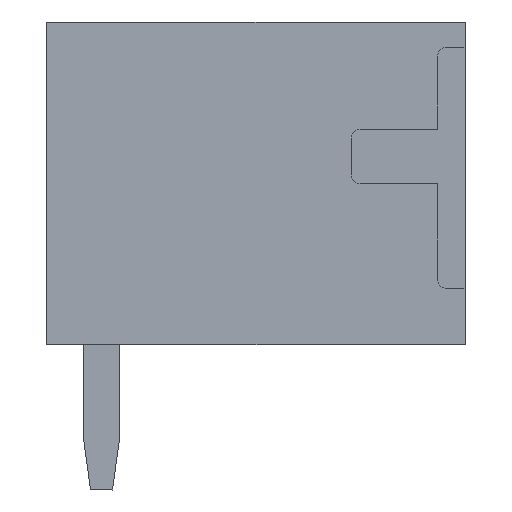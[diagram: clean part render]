
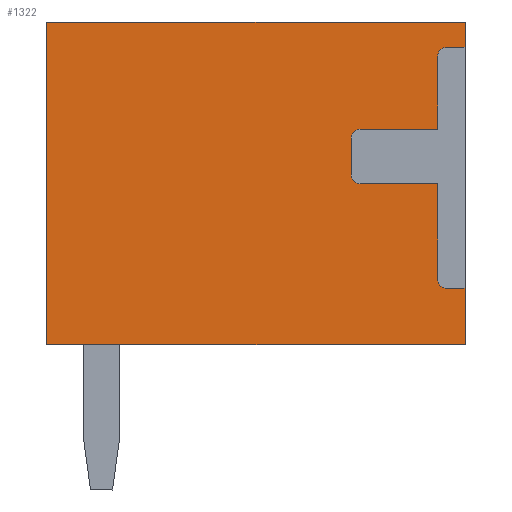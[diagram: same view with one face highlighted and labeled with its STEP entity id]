
A CAD part, left-side view. The second image highlights one B-rep face of the part: STEP entity #1322.
In plain terms, the highlighted planar face has unit normal (-1, 0, 0).
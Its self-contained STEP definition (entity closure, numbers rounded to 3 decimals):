
#1222=AXIS2_PLACEMENT_3D('Plane Axis2P3D',#1219,#1220,#1221) ;
#1238=AXIS2_PLACEMENT_3D('Circle Axis2P3D',#1236,#1237,$) ;
#1259=AXIS2_PLACEMENT_3D('Circle Axis2P3D',#1257,#1258,$) ;
#1273=AXIS2_PLACEMENT_3D('Circle Axis2P3D',#1271,#1272,$) ;
#1294=AXIS2_PLACEMENT_3D('Circle Axis2P3D',#1292,#1293,$) ;
#77=CARTESIAN_POINT('Vertex',(0.3,0.,10.3)) ;
#80=CARTESIAN_POINT('Line Origine',(0.3,0.,10.02)) ;
#84=CARTESIAN_POINT('Vertex',(0.3,0.,9.74)) ;
#105=CARTESIAN_POINT('Vertex',(0.3,0.,4.44)) ;
#108=CARTESIAN_POINT('Line Origine',(0.3,0.,3.82)) ;
#112=CARTESIAN_POINT('Vertex',(0.3,0.,3.2)) ;
#949=CARTESIAN_POINT('Vertex',(0.3,9.2,10.3)) ;
#952=CARTESIAN_POINT('Line Origine',(0.3,4.6,10.3)) ;
#1151=CARTESIAN_POINT('Line Origine',(0.3,4.6,3.2)) ;
#1155=CARTESIAN_POINT('Vertex',(0.3,9.2,3.2)) ;
#1219=CARTESIAN_POINT('Axis2P3D Location',(0.3,0.,0.)) ;
#1224=CARTESIAN_POINT('Line Origine',(0.3,9.2,6.75)) ;
#1229=CARTESIAN_POINT('Line Origine',(0.3,0.2,4.44)) ;
#1233=CARTESIAN_POINT('Vertex',(0.3,0.4,4.44)) ;
#1236=CARTESIAN_POINT('Axis2P3D Location',(0.3,0.4,4.64)) ;
#1240=CARTESIAN_POINT('Vertex',(0.3,0.6,4.64)) ;
#1243=CARTESIAN_POINT('Line Origine',(0.3,0.6,5.69)) ;
#1247=CARTESIAN_POINT('Vertex',(0.3,0.6,6.74)) ;
#1250=CARTESIAN_POINT('Line Origine',(0.3,1.45,6.74)) ;
#1254=CARTESIAN_POINT('Vertex',(0.3,2.3,6.74)) ;
#1257=CARTESIAN_POINT('Axis2P3D Location',(0.3,2.3,6.94)) ;
#1261=CARTESIAN_POINT('Vertex',(0.3,2.5,6.94)) ;
#1264=CARTESIAN_POINT('Line Origine',(0.3,2.5,7.34)) ;
#1268=CARTESIAN_POINT('Vertex',(0.3,2.5,7.74)) ;
#1271=CARTESIAN_POINT('Axis2P3D Location',(0.3,2.3,7.74)) ;
#1275=CARTESIAN_POINT('Vertex',(0.3,2.3,7.94)) ;
#1278=CARTESIAN_POINT('Line Origine',(0.3,1.45,7.94)) ;
#1282=CARTESIAN_POINT('Vertex',(0.3,0.6,7.94)) ;
#1285=CARTESIAN_POINT('Line Origine',(0.3,0.6,8.74)) ;
#1289=CARTESIAN_POINT('Vertex',(0.3,0.6,9.54)) ;
#1292=CARTESIAN_POINT('Axis2P3D Location',(0.3,0.4,9.54)) ;
#1296=CARTESIAN_POINT('Vertex',(0.3,0.4,9.74)) ;
#1299=CARTESIAN_POINT('Line Origine',(0.3,0.2,9.74)) ;
#81=DIRECTION('Vector Direction',(0.,0.,-1.)) ;
#109=DIRECTION('Vector Direction',(0.,0.,-1.)) ;
#953=DIRECTION('Vector Direction',(0.,-1.,0.)) ;
#1152=DIRECTION('Vector Direction',(0.,1.,0.)) ;
#1220=DIRECTION('Axis2P3D Direction',(-1.,0.,0.)) ;
#1221=DIRECTION('Axis2P3D XDirection',(0.,-1.,0.)) ;
#1225=DIRECTION('Vector Direction',(0.,0.,1.)) ;
#1230=DIRECTION('Vector Direction',(0.,-1.,0.)) ;
#1237=DIRECTION('Axis2P3D Direction',(-1.,0.,0.)) ;
#1244=DIRECTION('Vector Direction',(0.,0.,-1.)) ;
#1251=DIRECTION('Vector Direction',(0.,-1.,0.)) ;
#1258=DIRECTION('Axis2P3D Direction',(-1.,0.,0.)) ;
#1265=DIRECTION('Vector Direction',(0.,0.,-1.)) ;
#1272=DIRECTION('Axis2P3D Direction',(-1.,0.,0.)) ;
#1279=DIRECTION('Vector Direction',(0.,1.,0.)) ;
#1286=DIRECTION('Vector Direction',(0.,0.,-1.)) ;
#1293=DIRECTION('Axis2P3D Direction',(-1.,0.,0.)) ;
#1300=DIRECTION('Vector Direction',(0.,1.,0.)) ;
#82=VECTOR('Line Direction',#81,1.) ;
#110=VECTOR('Line Direction',#109,1.) ;
#954=VECTOR('Line Direction',#953,1.) ;
#1153=VECTOR('Line Direction',#1152,1.) ;
#1226=VECTOR('Line Direction',#1225,1.) ;
#1231=VECTOR('Line Direction',#1230,1.) ;
#1245=VECTOR('Line Direction',#1244,1.) ;
#1252=VECTOR('Line Direction',#1251,1.) ;
#1266=VECTOR('Line Direction',#1265,1.) ;
#1280=VECTOR('Line Direction',#1279,1.) ;
#1287=VECTOR('Line Direction',#1286,1.) ;
#1301=VECTOR('Line Direction',#1300,1.) ;
#1305=ORIENTED_EDGE('',*,*,#86,.T.) ;
#1306=ORIENTED_EDGE('',*,*,#956,.T.) ;
#1307=ORIENTED_EDGE('',*,*,#1228,.T.) ;
#1308=ORIENTED_EDGE('',*,*,#1157,.T.) ;
#1309=ORIENTED_EDGE('',*,*,#114,.T.) ;
#1310=ORIENTED_EDGE('',*,*,#1235,.T.) ;
#1311=ORIENTED_EDGE('',*,*,#1242,.T.) ;
#1312=ORIENTED_EDGE('',*,*,#1249,.T.) ;
#1313=ORIENTED_EDGE('',*,*,#1256,.T.) ;
#1314=ORIENTED_EDGE('',*,*,#1263,.T.) ;
#1315=ORIENTED_EDGE('',*,*,#1270,.T.) ;
#1316=ORIENTED_EDGE('',*,*,#1277,.T.) ;
#1317=ORIENTED_EDGE('',*,*,#1284,.T.) ;
#1318=ORIENTED_EDGE('',*,*,#1291,.T.) ;
#1319=ORIENTED_EDGE('',*,*,#1298,.T.) ;
#1320=ORIENTED_EDGE('',*,*,#1303,.T.) ;
#1322=ADVANCED_FACE('HOUSING',(#1321),#1223,.T.) ;
#1239=CIRCLE('generated circle',#1238,0.2) ;
#1260=CIRCLE('generated circle',#1259,0.2) ;
#1274=CIRCLE('generated circle',#1273,0.2) ;
#1295=CIRCLE('generated circle',#1294,0.2) ;
#86=EDGE_CURVE('',#85,#78,#83,.F.) ;
#114=EDGE_CURVE('',#113,#106,#111,.F.) ;
#956=EDGE_CURVE('',#78,#950,#955,.F.) ;
#1157=EDGE_CURVE('',#1156,#113,#1154,.F.) ;
#1228=EDGE_CURVE('',#950,#1156,#1227,.F.) ;
#1235=EDGE_CURVE('',#106,#1234,#1232,.F.) ;
#1242=EDGE_CURVE('',#1234,#1241,#1239,.F.) ;
#1249=EDGE_CURVE('',#1241,#1248,#1246,.F.) ;
#1256=EDGE_CURVE('',#1248,#1255,#1253,.F.) ;
#1263=EDGE_CURVE('',#1255,#1262,#1260,.F.) ;
#1270=EDGE_CURVE('',#1262,#1269,#1267,.F.) ;
#1277=EDGE_CURVE('',#1269,#1276,#1274,.F.) ;
#1284=EDGE_CURVE('',#1276,#1283,#1281,.F.) ;
#1291=EDGE_CURVE('',#1283,#1290,#1288,.F.) ;
#1298=EDGE_CURVE('',#1290,#1297,#1295,.F.) ;
#1303=EDGE_CURVE('',#1297,#85,#1302,.F.) ;
#1304=EDGE_LOOP('',(#1305,#1306,#1307,#1308,#1309,#1310,#1311,#1312,#1313,#1314,#1315,#1316,#1317,#1318,#1319,#1320)) ;
#1321=FACE_OUTER_BOUND('',#1304,.T.) ;
#83=LINE('Line',#80,#82) ;
#111=LINE('Line',#108,#110) ;
#955=LINE('Line',#952,#954) ;
#1154=LINE('Line',#1151,#1153) ;
#1227=LINE('Line',#1224,#1226) ;
#1232=LINE('Line',#1229,#1231) ;
#1246=LINE('Line',#1243,#1245) ;
#1253=LINE('Line',#1250,#1252) ;
#1267=LINE('Line',#1264,#1266) ;
#1281=LINE('Line',#1278,#1280) ;
#1288=LINE('Line',#1285,#1287) ;
#1302=LINE('Line',#1299,#1301) ;
#1223=PLANE('',#1222) ;
#78=VERTEX_POINT('',#77) ;
#85=VERTEX_POINT('',#84) ;
#106=VERTEX_POINT('',#105) ;
#113=VERTEX_POINT('',#112) ;
#950=VERTEX_POINT('',#949) ;
#1156=VERTEX_POINT('',#1155) ;
#1234=VERTEX_POINT('',#1233) ;
#1241=VERTEX_POINT('',#1240) ;
#1248=VERTEX_POINT('',#1247) ;
#1255=VERTEX_POINT('',#1254) ;
#1262=VERTEX_POINT('',#1261) ;
#1269=VERTEX_POINT('',#1268) ;
#1276=VERTEX_POINT('',#1275) ;
#1283=VERTEX_POINT('',#1282) ;
#1290=VERTEX_POINT('',#1289) ;
#1297=VERTEX_POINT('',#1296) ;
